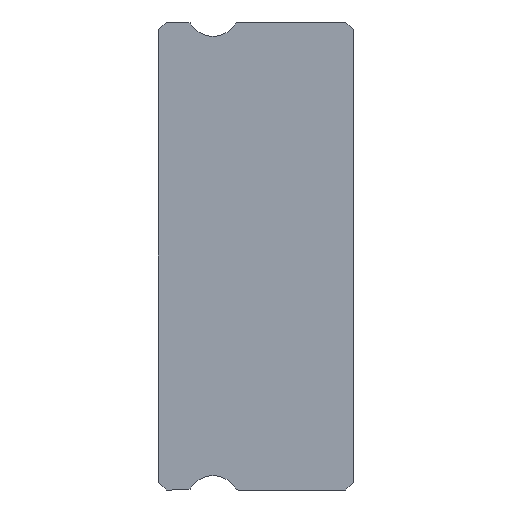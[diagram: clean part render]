
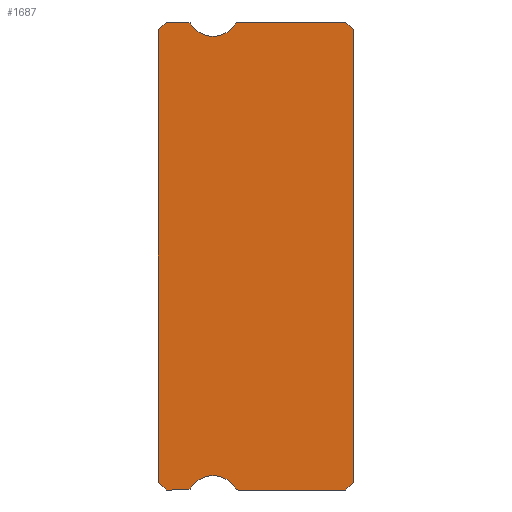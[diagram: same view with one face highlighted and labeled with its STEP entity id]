
A CAD part, left-side view. The second image highlights one B-rep face of the part: STEP entity #1687.
In plain terms, the highlighted planar face has unit normal (-1, 0, 0).
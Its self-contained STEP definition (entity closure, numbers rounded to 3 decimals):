
#5 = VECTOR ( 'NONE', #924, 1000. ) ;
#25 = DIRECTION ( 'NONE',  ( 0., 0., -1. ) ) ;
#31 = CIRCLE ( 'NONE', #639, 0.15 ) ;
#41 = CARTESIAN_POINT ( 'NONE',  ( -10., 0.3, 9. ) ) ;
#44 = VECTOR ( 'NONE', #1329, 1000. ) ;
#62 = LINE ( 'NONE', #1170, #44 ) ;
#65 = CIRCLE ( 'NONE', #1332, 1. ) ;
#66 = DIRECTION ( 'NONE',  ( 0., 0.707, -0.707 ) ) ;
#101 = EDGE_CURVE ( 'NONE', #1046, #1114, #1513, .T. ) ;
#102 = VECTOR ( 'NONE', #406, 1000. ) ;
#111 = DIRECTION ( 'NONE',  ( 1., 0., 0. ) ) ;
#114 = EDGE_CURVE ( 'NONE', #464, #734, #708, .T. ) ;
#117 = ORIENTED_EDGE ( 'NONE', *, *, #1672, .T. ) ;
#129 = EDGE_CURVE ( 'NONE', #1273, #1225, #533, .T. ) ;
#133 = AXIS2_PLACEMENT_3D ( 'NONE', #493, #484, #25 ) ;
#134 = DIRECTION ( 'NONE',  ( 1., 0., 0. ) ) ;
#203 = DIRECTION ( 'NONE',  ( 0., 0., -1. ) ) ;
#215 = CARTESIAN_POINT ( 'NONE',  ( -10., 7.2, -9. ) ) ;
#241 = VERTEX_POINT ( 'NONE', #1425 ) ;
#259 = CARTESIAN_POINT ( 'NONE',  ( -10., 4.419, 8.85 ) ) ;
#264 = VECTOR ( 'NONE', #1406, 1000. ) ;
#273 = AXIS2_PLACEMENT_3D ( 'NONE', #656, #322, #1916 ) ;
#298 = AXIS2_PLACEMENT_3D ( 'NONE', #1917, #478, #323 ) ;
#299 = CARTESIAN_POINT ( 'NONE',  ( -10., 6.381, 8.85 ) ) ;
#303 = ORIENTED_EDGE ( 'NONE', *, *, #686, .F. ) ;
#304 = CARTESIAN_POINT ( 'NONE',  ( -10., 4.419, -9. ) ) ;
#305 = VECTOR ( 'NONE', #1038, 1000. ) ;
#312 = ORIENTED_EDGE ( 'NONE', *, *, #863, .T. ) ;
#322 = DIRECTION ( 'NONE',  ( -1., 0., 0. ) ) ;
#323 = DIRECTION ( 'NONE',  ( 0., 0., -1. ) ) ;
#354 = ORIENTED_EDGE ( 'NONE', *, *, #114, .T. ) ;
#357 = VECTOR ( 'NONE', #1733, 1000. ) ;
#368 = CARTESIAN_POINT ( 'NONE',  ( -10., 0.3, -9. ) ) ;
#394 = LINE ( 'NONE', #907, #305 ) ;
#406 = DIRECTION ( 'NONE',  ( 0., -1., 0. ) ) ;
#430 = DIRECTION ( 'NONE',  ( 0., 0., -1. ) ) ;
#435 = LINE ( 'NONE', #1074, #357 ) ;
#448 = ORIENTED_EDGE ( 'NONE', *, *, #820, .T. ) ;
#454 = CARTESIAN_POINT ( 'NONE',  ( -10., 5.4, 8.45 ) ) ;
#464 = VERTEX_POINT ( 'NONE', #1476 ) ;
#475 = VERTEX_POINT ( 'NONE', #368 ) ;
#478 = DIRECTION ( 'NONE',  ( -1., 0., 0. ) ) ;
#483 = ORIENTED_EDGE ( 'NONE', *, *, #1822, .F. ) ;
#484 = DIRECTION ( 'NONE',  ( 1., 0., 0. ) ) ;
#493 = CARTESIAN_POINT ( 'NONE',  ( -10., 6.381, 8.85 ) ) ;
#532 = CIRCLE ( 'NONE', #273, 1. ) ;
#533 = CIRCLE ( 'NONE', #705, 0.15 ) ;
#580 = CARTESIAN_POINT ( 'NONE',  ( -10., 6.381, -9. ) ) ;
#584 = CARTESIAN_POINT ( 'NONE',  ( -10., 7.5, 8.7 ) ) ;
#604 = DIRECTION ( 'NONE',  ( 0., 0.707, -0.707 ) ) ;
#627 = PLANE ( 'NONE',  #133 ) ;
#634 = CARTESIAN_POINT ( 'NONE',  ( -10., 4.547, 8.928 ) ) ;
#639 = AXIS2_PLACEMENT_3D ( 'NONE', #259, #111, #883 ) ;
#656 = CARTESIAN_POINT ( 'NONE',  ( -10., 5.4, 9.45 ) ) ;
#686 = EDGE_CURVE ( 'NONE', #464, #1114, #394, .T. ) ;
#691 = ORIENTED_EDGE ( 'NONE', *, *, #1730, .F. ) ;
#703 = ORIENTED_EDGE ( 'NONE', *, *, #129, .F. ) ;
#705 = AXIS2_PLACEMENT_3D ( 'NONE', #299, #134, #719 ) ;
#708 = LINE ( 'NONE', #1341, #5 ) ;
#719 = DIRECTION ( 'NONE',  ( 0., 0., -1. ) ) ;
#725 = ORIENTED_EDGE ( 'NONE', *, *, #1974, .F. ) ;
#734 = VERTEX_POINT ( 'NONE', #215 ) ;
#736 = VERTEX_POINT ( 'NONE', #833 ) ;
#742 = LINE ( 'NONE', #580, #1236 ) ;
#757 = VERTEX_POINT ( 'NONE', #41 ) ;
#776 = CARTESIAN_POINT ( 'NONE',  ( -10., 0.3, 9. ) ) ;
#790 = ORIENTED_EDGE ( 'NONE', *, *, #1309, .F. ) ;
#820 = EDGE_CURVE ( 'NONE', #734, #736, #62, .T. ) ;
#832 = CIRCLE ( 'NONE', #298, 1. ) ;
#833 = CARTESIAN_POINT ( 'NONE',  ( -10., 6.381, -9. ) ) ;
#863 = EDGE_CURVE ( 'NONE', #1486, #1578, #1413, .T. ) ;
#870 = DIRECTION ( 'NONE',  ( 1., 0., 0. ) ) ;
#883 = DIRECTION ( 'NONE',  ( 0., 0., -1. ) ) ;
#886 = CARTESIAN_POINT ( 'NONE',  ( -10., 4.419, -8.85 ) ) ;
#907 = CARTESIAN_POINT ( 'NONE',  ( -10., 7.5, 8.85 ) ) ;
#912 = LINE ( 'NONE', #2039, #1631 ) ;
#924 = DIRECTION ( 'NONE',  ( 0., -0.707, -0.707 ) ) ;
#1006 = EDGE_CURVE ( 'NONE', #1106, #241, #1326, .T. ) ;
#1038 = DIRECTION ( 'NONE',  ( 0., 0., 1. ) ) ;
#1046 = VERTEX_POINT ( 'NONE', #1376 ) ;
#1050 = VERTEX_POINT ( 'NONE', #2025 ) ;
#1059 = DIRECTION ( 'NONE',  ( 0., 0., -1. ) ) ;
#1074 = CARTESIAN_POINT ( 'NONE',  ( -10., 7.2, 9. ) ) ;
#1106 = VERTEX_POINT ( 'NONE', #304 ) ;
#1110 = VECTOR ( 'NONE', #66, 1000. ) ;
#1114 = VERTEX_POINT ( 'NONE', #584 ) ;
#1148 = DIRECTION ( 'NONE',  ( 1., 0., 0. ) ) ;
#1170 = CARTESIAN_POINT ( 'NONE',  ( -10., 6.381, -9. ) ) ;
#1225 = VERTEX_POINT ( 'NONE', #1643 ) ;
#1236 = VECTOR ( 'NONE', #1372, 1000. ) ;
#1273 = VERTEX_POINT ( 'NONE', #1336 ) ;
#1275 = CARTESIAN_POINT ( 'NONE',  ( -10., 0., -8.7 ) ) ;
#1280 = ORIENTED_EDGE ( 'NONE', *, *, #1006, .F. ) ;
#1289 = EDGE_LOOP ( 'NONE', ( #303, #354, #448, #1473, #1448, #1280, #1478, #790, #312, #1719, #725, #1396, #483, #691, #703, #117, #1940 ) ) ;
#1302 = AXIS2_PLACEMENT_3D ( 'NONE', #1667, #870, #430 ) ;
#1309 = EDGE_CURVE ( 'NONE', #1486, #475, #912, .T. ) ;
#1315 = VECTOR ( 'NONE', #1402, 1000. ) ;
#1326 = CIRCLE ( 'NONE', #1602, 0.15 ) ;
#1329 = DIRECTION ( 'NONE',  ( 0., -1., 0. ) ) ;
#1332 = AXIS2_PLACEMENT_3D ( 'NONE', #2006, #1692, #1059 ) ;
#1336 = CARTESIAN_POINT ( 'NONE',  ( -10., 6.381, 9. ) ) ;
#1341 = CARTESIAN_POINT ( 'NONE',  ( -10., 7.2, -9. ) ) ;
#1372 = DIRECTION ( 'NONE',  ( 0., 1., 0. ) ) ;
#1376 = CARTESIAN_POINT ( 'NONE',  ( -10., 7.2, 9. ) ) ;
#1396 = ORIENTED_EDGE ( 'NONE', *, *, #1866, .F. ) ;
#1402 = DIRECTION ( 'NONE',  ( 0., 0., 1. ) ) ;
#1406 = DIRECTION ( 'NONE',  ( 0., -0.707, -0.707 ) ) ;
#1413 = LINE ( 'NONE', #1435, #1315 ) ;
#1425 = CARTESIAN_POINT ( 'NONE',  ( -10., 4.547, -8.928 ) ) ;
#1435 = CARTESIAN_POINT ( 'NONE',  ( -10., 0., 8.7 ) ) ;
#1448 = ORIENTED_EDGE ( 'NONE', *, *, #1492, .F. ) ;
#1473 = ORIENTED_EDGE ( 'NONE', *, *, #1838, .F. ) ;
#1476 = CARTESIAN_POINT ( 'NONE',  ( -10., 7.5, -8.7 ) ) ;
#1478 = ORIENTED_EDGE ( 'NONE', *, *, #1839, .F. ) ;
#1486 = VERTEX_POINT ( 'NONE', #1275 ) ;
#1492 = EDGE_CURVE ( 'NONE', #241, #1829, #832, .T. ) ;
#1501 = CARTESIAN_POINT ( 'NONE',  ( -10., 7.5, 8.7 ) ) ;
#1513 = LINE ( 'NONE', #1501, #1110 ) ;
#1537 = CARTESIAN_POINT ( 'NONE',  ( -10., 6.253, -8.928 ) ) ;
#1573 = LINE ( 'NONE', #776, #264 ) ;
#1578 = VERTEX_POINT ( 'NONE', #1991 ) ;
#1602 = AXIS2_PLACEMENT_3D ( 'NONE', #886, #1148, #203 ) ;
#1631 = VECTOR ( 'NONE', #604, 1000. ) ;
#1643 = CARTESIAN_POINT ( 'NONE',  ( -10., 6.253, 8.928 ) ) ;
#1667 = CARTESIAN_POINT ( 'NONE',  ( -10., 6.381, -8.85 ) ) ;
#1672 = EDGE_CURVE ( 'NONE', #1273, #1046, #435, .T. ) ;
#1673 = EDGE_CURVE ( 'NONE', #757, #1578, #1573, .T. ) ;
#1687 = ADVANCED_FACE ( 'NONE', ( #1923 ), #627, .F. ) ;
#1692 = DIRECTION ( 'NONE',  ( -1., 0., 0. ) ) ;
#1719 = ORIENTED_EDGE ( 'NONE', *, *, #1673, .F. ) ;
#1730 = EDGE_CURVE ( 'NONE', #1225, #2015, #532, .T. ) ;
#1733 = DIRECTION ( 'NONE',  ( 0., 1., 0. ) ) ;
#1809 = CIRCLE ( 'NONE', #1302, 0.15 ) ;
#1822 = EDGE_CURVE ( 'NONE', #2015, #2031, #65, .T. ) ;
#1825 = CARTESIAN_POINT ( 'NONE',  ( -10., 6.381, 9. ) ) ;
#1829 = VERTEX_POINT ( 'NONE', #1537 ) ;
#1838 = EDGE_CURVE ( 'NONE', #1829, #736, #1809, .T. ) ;
#1839 = EDGE_CURVE ( 'NONE', #475, #1106, #742, .T. ) ;
#1847 = LINE ( 'NONE', #1825, #102 ) ;
#1866 = EDGE_CURVE ( 'NONE', #2031, #1050, #31, .T. ) ;
#1916 = DIRECTION ( 'NONE',  ( 0., 0., -1. ) ) ;
#1917 = CARTESIAN_POINT ( 'NONE',  ( -10., 5.4, -9.45 ) ) ;
#1923 = FACE_OUTER_BOUND ( 'NONE', #1289, .T. ) ;
#1940 = ORIENTED_EDGE ( 'NONE', *, *, #101, .T. ) ;
#1974 = EDGE_CURVE ( 'NONE', #1050, #757, #1847, .T. ) ;
#1991 = CARTESIAN_POINT ( 'NONE',  ( -10., 0., 8.7 ) ) ;
#2006 = CARTESIAN_POINT ( 'NONE',  ( -10., 5.4, 9.45 ) ) ;
#2015 = VERTEX_POINT ( 'NONE', #454 ) ;
#2025 = CARTESIAN_POINT ( 'NONE',  ( -10., 4.419, 9. ) ) ;
#2031 = VERTEX_POINT ( 'NONE', #634 ) ;
#2039 = CARTESIAN_POINT ( 'NONE',  ( -10., 0., -8.7 ) ) ;
